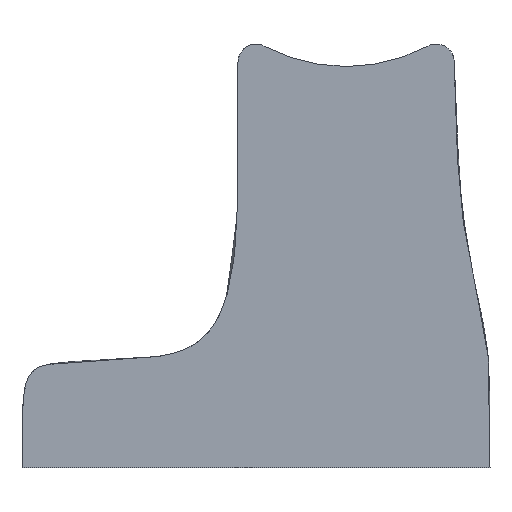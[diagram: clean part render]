
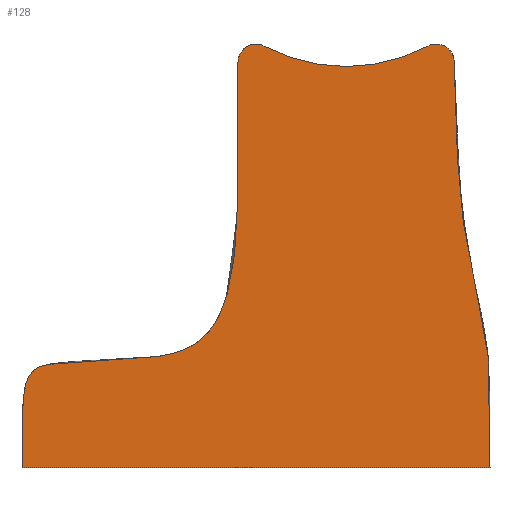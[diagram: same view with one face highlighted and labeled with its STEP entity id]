
A CAD part, left-side view. The second image highlights one B-rep face of the part: STEP entity #128.
In plain terms, the highlighted planar face has unit normal (-1, 0, 0).
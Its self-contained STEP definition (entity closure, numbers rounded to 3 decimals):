
#16=LINE('',#273,#20);
#20=VECTOR('',#167,10.);
#24=CIRCLE('',#156,48.5);
#26=PLANE('',#155);
#30=FACE_OUTER_BOUND('',#38,.T.);
#38=EDGE_LOOP('',(#91,#92,#93,#94,#95,#96));
#47=B_SPLINE_CURVE_WITH_KNOTS('',3,(#229,#230,#231,#232,#233,#234,#235,
#236,#237,#238,#239,#240,#241),.UNSPECIFIED.,.F.,.F.,(4,3,3,3,4),(0.,0.293,
0.44,0.733,1.026),.UNSPECIFIED.);
#49=B_SPLINE_CURVE_WITH_KNOTS('',3,(#250,#251,#252,#253,#254,#255,#256,
#257,#258,#259,#260,#261,#262),.UNSPECIFIED.,.F.,.F.,(4,3,3,3,4),(0.,0.295,
0.442,0.737,1.031),.UNSPECIFIED.);
#50=B_SPLINE_CURVE_WITH_KNOTS('',4,(#264,#265,#266,#267,#268,#269,#270,
#271),.UNSPECIFIED.,.F.,.F.,(5,1,1,1,5),(-4.941,-4.,-3.,-2.,
-1.),.UNSPECIFIED.);
#51=B_SPLINE_CURVE_WITH_KNOTS('',4,(#274,#275,#276,#277,#278,#279),
 .UNSPECIFIED.,.F.,.F.,(5,1,5),(-2.,-1.776,-1.026),
 .UNSPECIFIED.);
#59=VERTEX_POINT('',#223);
#60=VERTEX_POINT('',#228);
#61=VERTEX_POINT('',#247);
#62=VERTEX_POINT('',#249);
#63=VERTEX_POINT('',#263);
#64=VERTEX_POINT('',#272);
#71=EDGE_CURVE('',#59,#60,#47,.T.);
#73=EDGE_CURVE('',#59,#61,#24,.T.);
#74=EDGE_CURVE('',#62,#61,#49,.T.);
#75=EDGE_CURVE('',#62,#63,#50,.T.);
#76=EDGE_CURVE('',#63,#64,#16,.T.);
#77=EDGE_CURVE('',#64,#60,#51,.T.);
#91=ORIENTED_EDGE('',*,*,#71,.F.);
#92=ORIENTED_EDGE('',*,*,#73,.T.);
#93=ORIENTED_EDGE('',*,*,#74,.F.);
#94=ORIENTED_EDGE('',*,*,#75,.T.);
#95=ORIENTED_EDGE('',*,*,#76,.T.);
#96=ORIENTED_EDGE('',*,*,#77,.T.);
#128=ADVANCED_FACE('',(#30),#26,.F.);
#155=AXIS2_PLACEMENT_3D('',#246,#163,#164);
#156=AXIS2_PLACEMENT_3D('',#248,#165,#166);
#163=DIRECTION('center_axis',(1.,0.,0.));
#164=DIRECTION('ref_axis',(0.,0.,-1.));
#165=DIRECTION('center_axis',(1.,0.,0.));
#166=DIRECTION('ref_axis',(0.,-1.,0.));
#167=DIRECTION('',(0.,-1.,0.));
#223=CARTESIAN_POINT('',(-30.,-22.709,-42.855));
#228=CARTESIAN_POINT('',(-30.,-30.05,-47.217));
#229=CARTESIAN_POINT('Ctrl Pts',(-30.,-22.709,-42.855));
#230=CARTESIAN_POINT('Ctrl Pts',(-30.,-23.57,-42.399));
#231=CARTESIAN_POINT('Ctrl Pts',(-30.,-24.566,-42.205));
#232=CARTESIAN_POINT('Ctrl Pts',(-30.,-25.536,-42.298));
#233=CARTESIAN_POINT('Ctrl Pts',(-30.,-26.022,-42.345));
#234=CARTESIAN_POINT('Ctrl Pts',(-30.,-26.5,-42.463));
#235=CARTESIAN_POINT('Ctrl Pts',(-30.,-26.95,-42.649));
#236=CARTESIAN_POINT('Ctrl Pts',(-30.,-27.851,-43.021));
#237=CARTESIAN_POINT('Ctrl Pts',(-30.,-28.64,-43.661));
#238=CARTESIAN_POINT('Ctrl Pts',(-30.,-29.187,-44.466));
#239=CARTESIAN_POINT('Ctrl Pts',(-30.,-29.734,-45.272));
#240=CARTESIAN_POINT('Ctrl Pts',(-30.,-30.039,-46.242));
#241=CARTESIAN_POINT('Ctrl Pts',(-30.,-30.05,-47.217));
#246=CARTESIAN_POINT('Origin',(-30.,25.,-99.054));
#247=CARTESIAN_POINT('',(-30.,22.664,-42.879));
#248=CARTESIAN_POINT('Origin',(-30.,0.,0.));
#249=CARTESIAN_POINT('',(-30.,30.,-47.3));
#250=CARTESIAN_POINT('Ctrl Pts',(-30.,30.,-47.3));
#251=CARTESIAN_POINT('Ctrl Pts',(-30.,30.,-46.32));
#252=CARTESIAN_POINT('Ctrl Pts',(-30.,29.702,-45.344));
#253=CARTESIAN_POINT('Ctrl Pts',(-30.,29.16,-44.528));
#254=CARTESIAN_POINT('Ctrl Pts',(-30.,28.889,-44.12));
#255=CARTESIAN_POINT('Ctrl Pts',(-30.,28.557,-43.752));
#256=CARTESIAN_POINT('Ctrl Pts',(-30.,28.179,-43.441));
#257=CARTESIAN_POINT('Ctrl Pts',(-30.,27.423,-42.819));
#258=CARTESIAN_POINT('Ctrl Pts',(-30.,26.48,-42.425));
#259=CARTESIAN_POINT('Ctrl Pts',(-30.,25.507,-42.326));
#260=CARTESIAN_POINT('Ctrl Pts',(-30.,24.534,-42.226));
#261=CARTESIAN_POINT('Ctrl Pts',(-30.,23.53,-42.421));
#262=CARTESIAN_POINT('Ctrl Pts',(-30.,22.664,-42.879));
#263=CARTESIAN_POINT('',(-30.,90.,-160.));
#264=CARTESIAN_POINT('Ctrl Pts',(-30.,30.,-47.3));
#265=CARTESIAN_POINT('Ctrl Pts',(-30.,30.,-80.932));
#266=CARTESIAN_POINT('Ctrl Pts',(-30.,30.009,-91.566));
#267=CARTESIAN_POINT('Ctrl Pts',(-30.,30.445,-130.));
#268=CARTESIAN_POINT('Ctrl Pts',(-30.,60.,-130.));
#269=CARTESIAN_POINT('Ctrl Pts',(-30.,90.,-130.));
#270=CARTESIAN_POINT('Ctrl Pts',(-30.,90.,-135.));
#271=CARTESIAN_POINT('Ctrl Pts',(-30.,90.,-160.));
#272=CARTESIAN_POINT('',(-30.,-40.,-160.));
#273=CARTESIAN_POINT('',(-30.,-40.,-160.));
#274=CARTESIAN_POINT('Ctrl Pts',(-30.,-40.,-160.));
#275=CARTESIAN_POINT('Ctrl Pts',(-30.,-40.,-150.));
#276=CARTESIAN_POINT('Ctrl Pts',(-30.,-40.,-130.517));
#277=CARTESIAN_POINT('Ctrl Pts',(-30.,-40.,-111.033));
#278=CARTESIAN_POINT('Ctrl Pts',(-30.,-30.755,-110.04));
#279=CARTESIAN_POINT('Ctrl Pts',(-30.,-30.05,-47.217));
